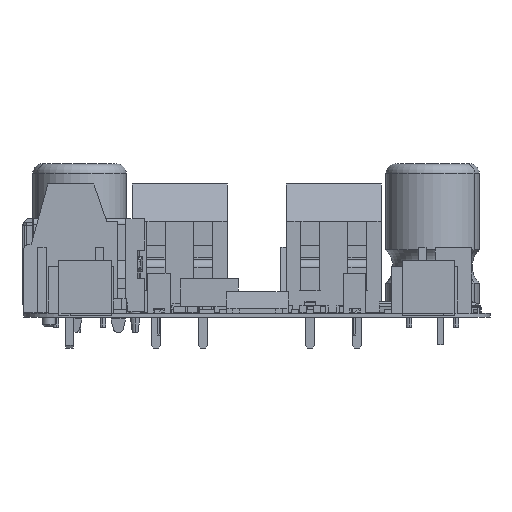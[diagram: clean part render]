
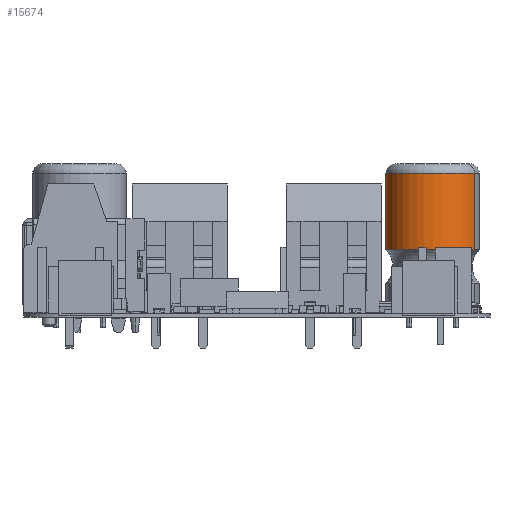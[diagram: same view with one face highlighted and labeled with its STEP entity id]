
A CAD part, left-side view. The second image highlights one B-rep face of the part: STEP entity #15674.
In plain terms, the highlighted cylindrical face has radius 5 mm (diameter 10 mm), a partial arc.
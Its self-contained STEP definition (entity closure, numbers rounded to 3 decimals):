
#15494 = EDGE_CURVE('',#15495,#15497,#15499,.T.);
#15495 = VERTEX_POINT('',#15496);
#15496 = CARTESIAN_POINT('',(5.,15.,0.));
#15497 = VERTEX_POINT('',#15498);
#15498 = CARTESIAN_POINT('',(-5.,15.,0.));
#15499 = CIRCLE('',#15500,5.);
#15500 = AXIS2_PLACEMENT_3D('',#15501,#15502,#15503);
#15501 = CARTESIAN_POINT('',(0.,15.,0.));
#15502 = DIRECTION('',(0.,-1.,0.));
#15503 = DIRECTION('',(-1.,0.,0.));
#15645 = VERTEX_POINT('',#15646);
#15646 = CARTESIAN_POINT('',(5.,6.785,0.));
#15654 = VERTEX_POINT('',#15655);
#15655 = CARTESIAN_POINT('',(-5.,6.785,0.));
#15674 = ADVANCED_FACE('',(#15675),#15697,.T.);
#15675 = FACE_BOUND('',#15676,.T.);
#15676 = EDGE_LOOP('',(#15677,#15678,#15684,#15691));
#15677 = ORIENTED_EDGE('',*,*,#15494,.T.);
#15678 = ORIENTED_EDGE('',*,*,#15679,.T.);
#15679 = EDGE_CURVE('',#15497,#15654,#15680,.T.);
#15680 = LINE('',#15681,#15682);
#15681 = CARTESIAN_POINT('',(-5.,16.,0.));
#15682 = VECTOR('',#15683,1.);
#15683 = DIRECTION('',(0.,-1.,0.));
#15684 = ORIENTED_EDGE('',*,*,#15685,.F.);
#15685 = EDGE_CURVE('',#15645,#15654,#15686,.T.);
#15686 = CIRCLE('',#15687,5.);
#15687 = AXIS2_PLACEMENT_3D('',#15688,#15689,#15690);
#15688 = CARTESIAN_POINT('',(0.,6.785,0.)
  );
#15689 = DIRECTION('',(0.,-1.,0.));
#15690 = DIRECTION('',(1.,0.,0.));
#15691 = ORIENTED_EDGE('',*,*,#15692,.F.);
#15692 = EDGE_CURVE('',#15495,#15645,#15693,.T.);
#15693 = LINE('',#15694,#15695);
#15694 = CARTESIAN_POINT('',(5.,16.,0.));
#15695 = VECTOR('',#15696,1.);
#15696 = DIRECTION('',(0.,-1.,0.));
#15697 = CYLINDRICAL_SURFACE('',#15698,5.);
#15698 = AXIS2_PLACEMENT_3D('',#15699,#15700,#15701);
#15699 = CARTESIAN_POINT('',(0.,16.,0.));
#15700 = DIRECTION('',(0.,-1.,0.));
#15701 = DIRECTION('',(1.,0.,0.));
